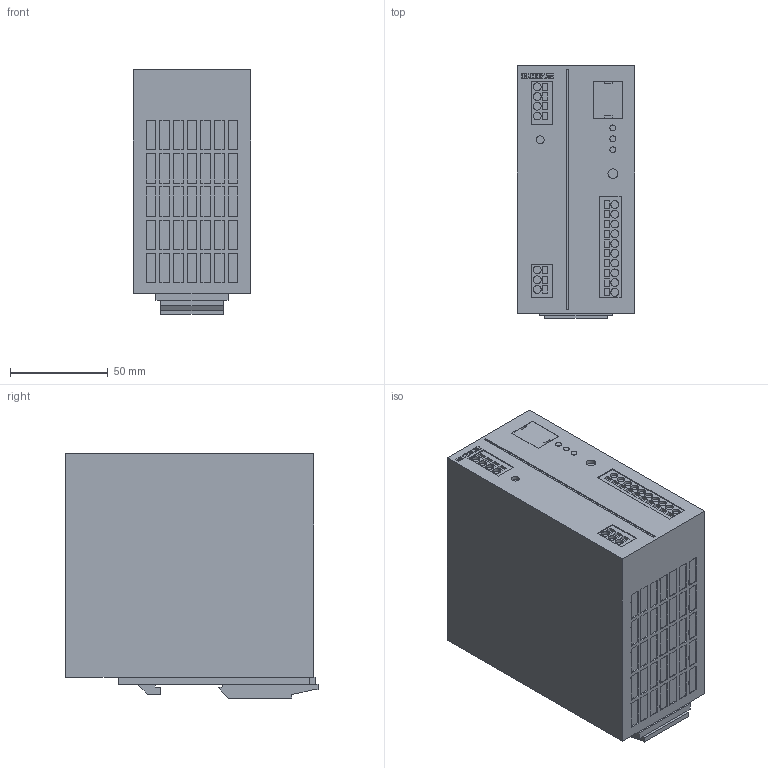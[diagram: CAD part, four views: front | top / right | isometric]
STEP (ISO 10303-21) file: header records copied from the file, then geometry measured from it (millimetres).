
FILE_DESCRIPTION (( 'STEP AP214' ), '1' );
FILE_NAME ('330365.STEP', '2021-01-18T07:04:14', ( '' ), ( '' ), 'SwSTEP 2.0', 'SolidWorks 2018', '' );
FILE_SCHEMA (( 'AUTOMOTIVE_DESIGN' ));
Length unit declared in the file: millimetre
Products named in the file (1): 330365
Bounding box: 60 x 129.3 x 125.2 mm (x, y, z)
Volume: 891939.5 mm3; surface area: 63038.8 mm2
Topology: 1 solids, 1 shells, 766 faces, 1904 edges, 1268 vertices
Faces by surface type: plane 720, cylinder 46
Entity records: 22382 total; most frequent: CARTESIAN_POINT 3939, ORIENTED_EDGE 3808, DIRECTION 3530, EDGE_CURVE 1904, VECTOR 1812, LINE 1812, VERTEX_POINT 1268, EDGE_LOOP 894
